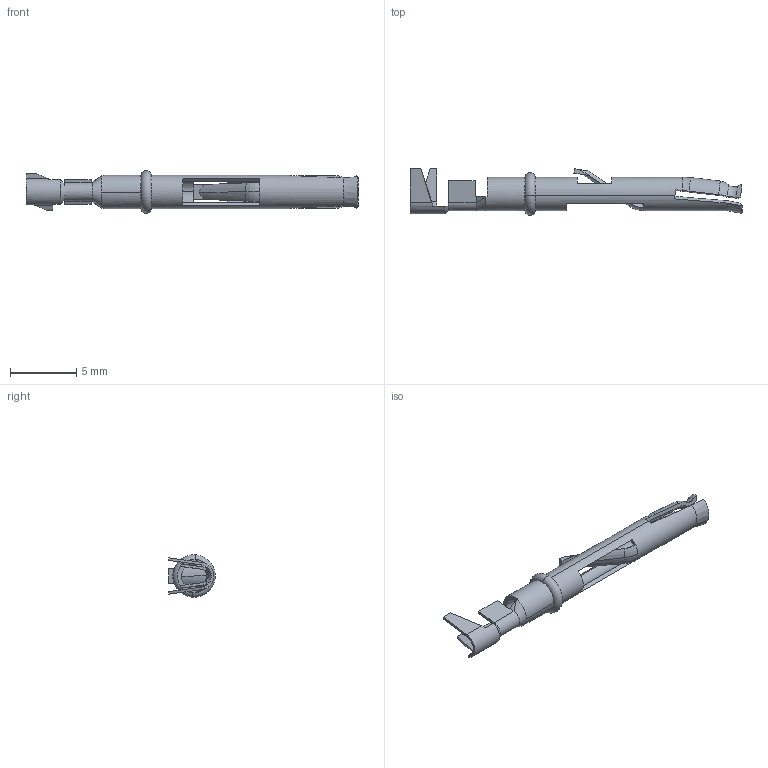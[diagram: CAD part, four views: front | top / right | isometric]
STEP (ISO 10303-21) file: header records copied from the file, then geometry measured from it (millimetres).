
FILE_DESCRIPTION(('SolidDesigner STEP Export'),'2;1');
FILE_NAME('1884128_CK1.6_ER_0.50BU_AG-select.stp','2014-02-21T12:41:23',(''),(''),'Creo Elements/Direct Modeling STEP processor for AP214 (Solid Model)','Creo Elements/Direct Modeling 18.1B 29-Sep-2012 (C) Parametric Technology GmbH','');
FILE_SCHEMA(('AUTOMOTIVE_DESIGN { 1 0 10303 214 1 1 1 1 }'));
Length unit declared in the file: millimetre
Products named in the file (2): 1884128_CK1.6_ER_0.50BU_AG-select
Assembly tree (1 placements, depth 2):
  1884128_CK1.6_ER_0.50BU_AG-select
    1884128_CK1.6_ER_0.50BU_AG-select
Bounding box: 25 x 3.5 x 3.19 mm (x, y, z)
Volume: 40.6 mm3; surface area: 309 mm2
Topology: 1 solids, 1 shells, 106 faces, 310 edges, 201 vertices
Faces by surface type: plane 56, cylinder 18, torus 16, bspline 8, cone 8
Entity records: 5409 total; most frequent: CARTESIAN_POINT 1641, ORIENTED_EDGE 618, DIRECTION 520, EDGE_CURVE 309, VERTEX_POINT 201, AXIS2_PLACEMENT_3D 194, VECTOR 132, LINE 132
